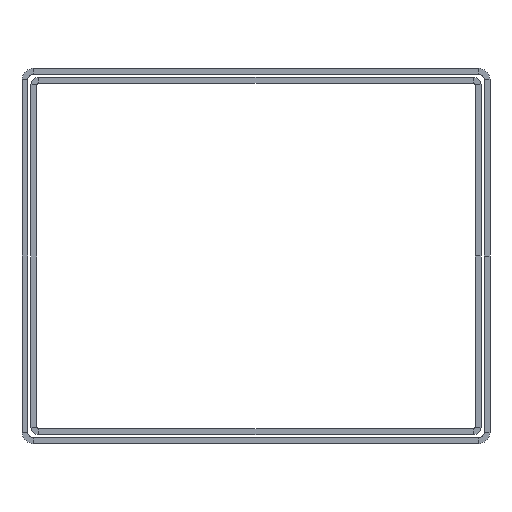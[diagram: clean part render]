
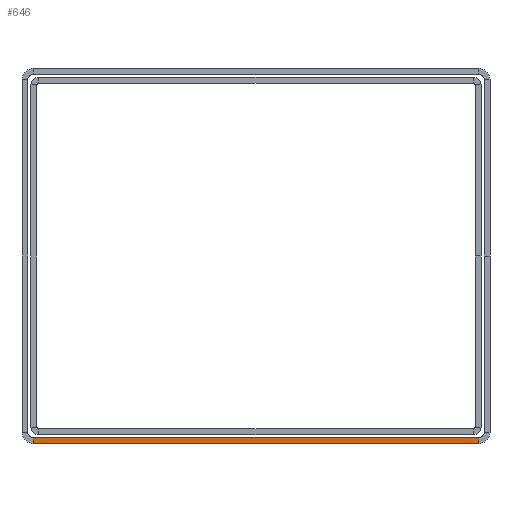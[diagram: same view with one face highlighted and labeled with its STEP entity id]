
A CAD part, front view. The second image highlights one B-rep face of the part: STEP entity #646.
In plain terms, the highlighted planar face has unit normal (0, -1, 0).
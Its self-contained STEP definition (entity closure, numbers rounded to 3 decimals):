
#61 = VECTOR ( 'NONE', #1229, 1000. ) ;
#112 = DIRECTION ( 'NONE',  ( 0., -1., 0. ) ) ;
#170 = AXIS2_PLACEMENT_3D ( 'NONE', #997, #112, #871 ) ;
#245 = LINE ( 'NONE', #410, #1057 ) ;
#253 = CARTESIAN_POINT ( 'NONE',  ( -5.5, 0., -121.3 ) ) ;
#275 = EDGE_CURVE ( 'NONE', #1875, #692, #1779, .T. ) ;
#325 = VECTOR ( 'NONE', #1654, 1000. ) ;
#355 = CARTESIAN_POINT ( 'NONE',  ( -293.3, 0., -117.5 ) ) ;
#410 = CARTESIAN_POINT ( 'NONE',  ( -5.5, 0., -117.5 ) ) ;
#479 = CARTESIAN_POINT ( 'NONE',  ( -293.3, 0., -117.5 ) ) ;
#556 = ORIENTED_EDGE ( 'NONE', *, *, #1054, .F. ) ;
#558 = ORIENTED_EDGE ( 'NONE', *, *, #275, .T. ) ;
#584 = CARTESIAN_POINT ( 'NONE',  ( -293.3, 0., -121.3 ) ) ;
#646 = ADVANCED_FACE ( 'NONE', ( #1806 ), #1619, .T. ) ;
#667 = VERTEX_POINT ( 'NONE', #1613 ) ;
#692 = VERTEX_POINT ( 'NONE', #584 ) ;
#718 = ORIENTED_EDGE ( 'NONE', *, *, #813, .F. ) ;
#800 = EDGE_CURVE ( 'NONE', #692, #1096, #1747, .T. ) ;
#813 = EDGE_CURVE ( 'NONE', #1875, #667, #1493, .T. ) ;
#871 = DIRECTION ( 'NONE',  ( 0., 0., -1. ) ) ;
#916 = VECTOR ( 'NONE', #1925, 1000. ) ;
#997 = CARTESIAN_POINT ( 'NONE',  ( -293.3, 0., -117.5 ) ) ;
#1006 = ORIENTED_EDGE ( 'NONE', *, *, #800, .T. ) ;
#1054 = EDGE_CURVE ( 'NONE', #667, #1096, #245, .T. ) ;
#1057 = VECTOR ( 'NONE', #1293, 1000. ) ;
#1096 = VERTEX_POINT ( 'NONE', #253 ) ;
#1229 = DIRECTION ( 'NONE',  ( 0., 0., -1. ) ) ;
#1293 = DIRECTION ( 'NONE',  ( 0., 0., -1. ) ) ;
#1490 = CARTESIAN_POINT ( 'NONE',  ( -293.3, 0., -117.5 ) ) ;
#1493 = LINE ( 'NONE', #479, #916 ) ;
#1516 = EDGE_LOOP ( 'NONE', ( #556, #718, #558, #1006 ) ) ;
#1613 = CARTESIAN_POINT ( 'NONE',  ( -5.5, 0., -117.5 ) ) ;
#1619 = PLANE ( 'NONE',  #170 ) ;
#1654 = DIRECTION ( 'NONE',  ( 1., 0., 0. ) ) ;
#1747 = LINE ( 'NONE', #1788, #325 ) ;
#1779 = LINE ( 'NONE', #355, #61 ) ;
#1788 = CARTESIAN_POINT ( 'NONE',  ( -293.3, 0., -121.3 ) ) ;
#1806 = FACE_OUTER_BOUND ( 'NONE', #1516, .T. ) ;
#1875 = VERTEX_POINT ( 'NONE', #1490 ) ;
#1925 = DIRECTION ( 'NONE',  ( 1., 0., 0. ) ) ;
